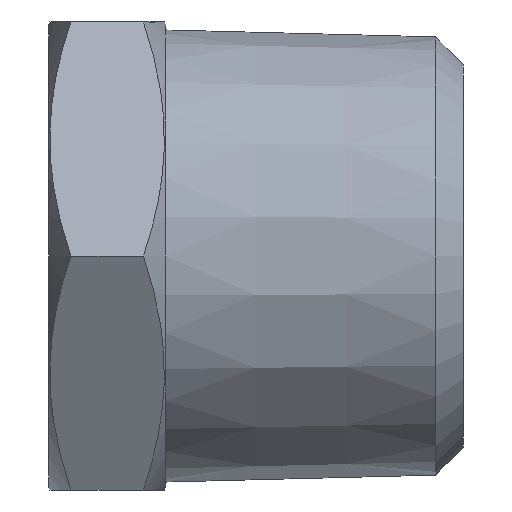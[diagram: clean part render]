
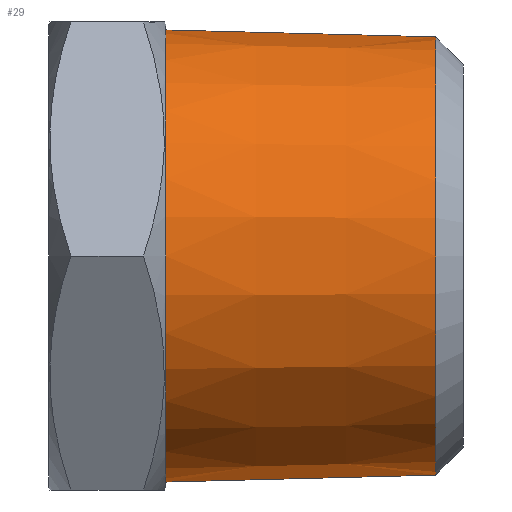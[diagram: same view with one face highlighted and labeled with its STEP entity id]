
A CAD part, left-side view. The second image highlights one B-rep face of the part: STEP entity #29.
In plain terms, the highlighted conical face has half-angle 1.47 degrees and reference radius 10.626 mm.
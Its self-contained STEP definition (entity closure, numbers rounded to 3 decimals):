
#23 = ORIENTED_EDGE ( 'NONE', *, *, #836, .T. ) ;
#24 = ORIENTED_EDGE ( 'NONE', *, *, #42, .T. ) ;
#26 = ORIENTED_EDGE ( 'NONE', *, *, #834, .F. ) ;
#27 = EDGE_CURVE ( 'NONE', #783, #782, #617, .T. ) ;
#28 = EDGE_LOOP ( 'NONE', ( #26, #30, #23, #24 ) ) ;
#29 = ADVANCED_FACE ( 'NONE', ( #642 ), #643, .T. ) ;
#30 = ORIENTED_EDGE ( 'NONE', *, *, #27, .F. ) ;
#42 = EDGE_CURVE ( 'NONE', #786, #828, #669, .T. ) ;
#305 = CARTESIAN_POINT ( 'NONE',  ( 0., 1.3, -10.3 ) ) ;
#312 = CARTESIAN_POINT ( 'NONE',  ( 0., 14., 10.626 ) ) ;
#314 = CARTESIAN_POINT ( 'NONE',  ( 0., 1.3, 10.3 ) ) ;
#401 = CARTESIAN_POINT ( 'NONE',  ( 0., 14., -10.626 ) ) ;
#444 = DIRECTION ( 'NONE',  ( 0., 1., 0.026 ) ) ;
#445 = VECTOR ( 'NONE', #444, 1000. ) ;
#446 = CARTESIAN_POINT ( 'NONE',  ( 0., 14., 10.626 ) ) ;
#447 = LINE ( 'NONE', #446, #445 ) ;
#448 = DIRECTION ( 'NONE',  ( 0., 1., -0.026 ) ) ;
#449 = VECTOR ( 'NONE', #448, 1000. ) ;
#450 = CARTESIAN_POINT ( 'NONE',  ( 0., 14., -10.626 ) ) ;
#451 = LINE ( 'NONE', #450, #449 ) ;
#591 = DIRECTION ( 'NONE',  ( 0., -1., 0. ) ) ;
#592 = DIRECTION ( 'NONE',  ( 0., 0., -1. ) ) ;
#609 = CARTESIAN_POINT ( 'NONE',  ( 0., 1.3, 0. ) ) ;
#616 = AXIS2_PLACEMENT_3D ( 'NONE', #609, #591, #592 ) ;
#617 = CIRCLE ( 'NONE', #616, 10.3 ) ;
#640 = DIRECTION ( 'NONE',  ( 0., 0., 1. ) ) ;
#641 = DIRECTION ( 'NONE',  ( 0., 1., 0. ) ) ;
#642 = FACE_OUTER_BOUND ( 'NONE', #28, .T. ) ;
#643 = CONICAL_SURFACE ( 'NONE', #645, 10.626, 0.026 ) ;
#644 = CARTESIAN_POINT ( 'NONE',  ( 0., 14., 0. ) ) ;
#645 = AXIS2_PLACEMENT_3D ( 'NONE', #644, #641, #640 ) ;
#668 = AXIS2_PLACEMENT_3D ( 'NONE', #708, #707, #706 ) ;
#669 = CIRCLE ( 'NONE', #668, 10.626 ) ;
#706 = DIRECTION ( 'NONE',  ( 0., 0., -1. ) ) ;
#707 = DIRECTION ( 'NONE',  ( 0., -1., 0. ) ) ;
#708 = CARTESIAN_POINT ( 'NONE',  ( 0., 14., 0. ) ) ;
#782 = VERTEX_POINT ( 'NONE', #305 ) ;
#783 = VERTEX_POINT ( 'NONE', #314 ) ;
#786 = VERTEX_POINT ( 'NONE', #312 ) ;
#828 = VERTEX_POINT ( 'NONE', #401 ) ;
#834 = EDGE_CURVE ( 'NONE', #782, #828, #451, .T. ) ;
#836 = EDGE_CURVE ( 'NONE', #783, #786, #447, .T. ) ;
